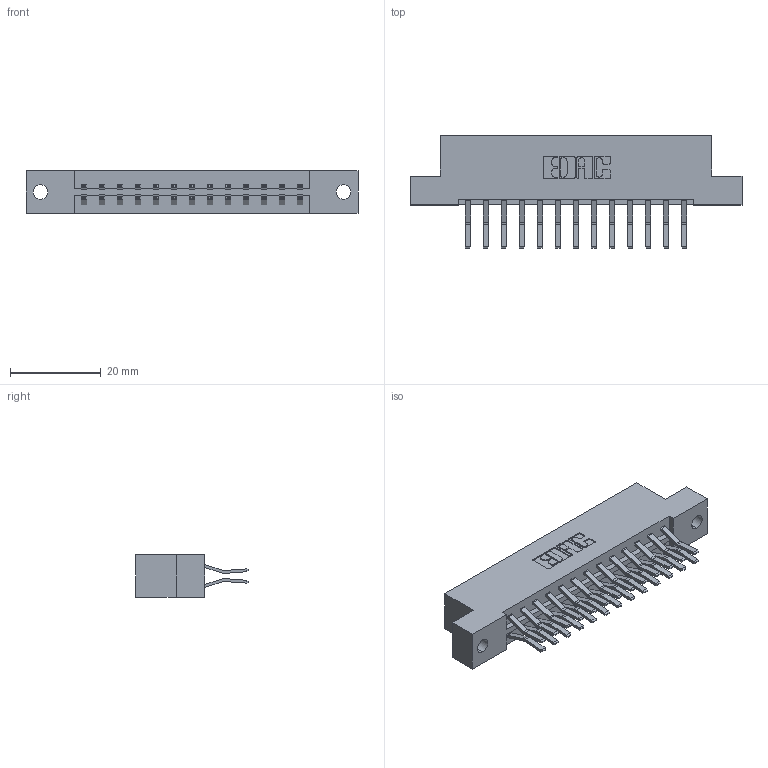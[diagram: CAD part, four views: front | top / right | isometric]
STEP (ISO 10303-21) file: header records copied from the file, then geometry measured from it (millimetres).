
FILE_DESCRIPTION (( 'STEP AP203' ), '1' );
FILE_NAME ('333-026-560-202.STEP', '2018-08-02T13:37:06', ( '' ), ( '' ), 'SwSTEP 2.0', 'SolidWorks 2016', '' );
FILE_SCHEMA (( 'CONFIG_CONTROL_DESIGN' ));
Length unit declared in the file: inch
Products named in the file (3): 333 Part_Flush - .128 Dia; 345-292-001_560 Tail; 333-026-560-202
Assembly tree (27 placements, depth 2):
  333-026-560-202
    333 Part_Flush - .128 Dia
    345-292-001_560 Tail  x26
Bounding box: 73.05 x 24.78 x 9.4 mm (x, y, z)
Volume: 7320.6 mm3; surface area: 8555.9 mm2
Topology: 27 solids, 27 shells, 1518 faces, 4497 edges, 2962 vertices
Faces by surface type: plane 1006, cylinder 512
Entity records: 12205 total; most frequent: CARTESIAN_POINT 2058, ORIENTED_EDGE 1994, DIRECTION 1813, EDGE_CURVE 997, VECTOR 865, LINE 865, VERTEX_POINT 662, AXIS2_PLACEMENT_3D 474
